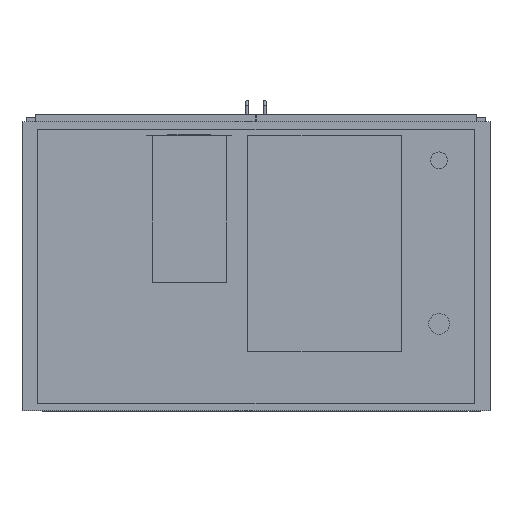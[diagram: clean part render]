
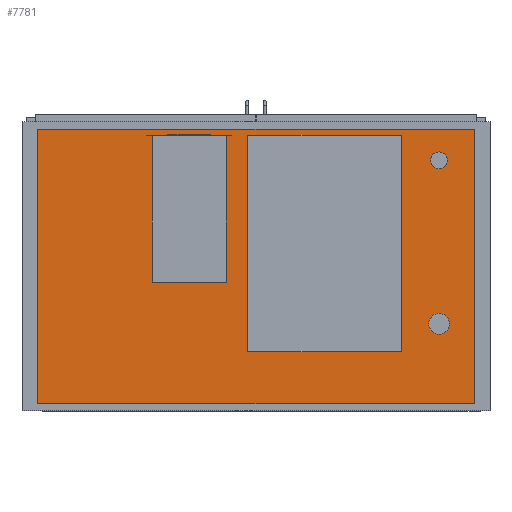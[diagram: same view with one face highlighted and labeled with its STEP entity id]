
A CAD part, front view. The second image highlights one B-rep face of the part: STEP entity #7781.
In plain terms, the highlighted planar face has unit normal (0, -1, 0).
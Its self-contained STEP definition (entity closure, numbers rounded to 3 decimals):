
#108=FACE_BOUND('',#1037,.T.);
#109=FACE_BOUND('',#1038,.T.);
#141=PLANE('',#8324);
#563=FACE_OUTER_BOUND('',#1036,.T.);
#1036=EDGE_LOOP('',(#5545,#5546,#5547,#5548));
#1037=EDGE_LOOP('',(#5549));
#1038=EDGE_LOOP('',(#5550));
#1531=LINE('',#11101,#2537);
#1534=LINE('',#11107,#2540);
#1537=LINE('',#11113,#2543);
#1540=LINE('',#11117,#2546);
#2537=VECTOR('',#8932,10.);
#2540=VECTOR('',#8937,10.);
#2543=VECTOR('',#8942,10.);
#2546=VECTOR('',#8947,10.);
#3528=CIRCLE('',#8308,20.);
#3530=CIRCLE('',#8312,25.);
#3636=VERTEX_POINT('',#11058);
#3638=VERTEX_POINT('',#11065);
#3649=VERTEX_POINT('',#11098);
#3650=VERTEX_POINT('',#11100);
#3652=VERTEX_POINT('',#11106);
#3654=VERTEX_POINT('',#11112);
#4379=EDGE_CURVE('',#3636,#3636,#3528,.T.);
#4382=EDGE_CURVE('',#3638,#3638,#3530,.T.);
#4397=EDGE_CURVE('',#3650,#3649,#1531,.T.);
#4400=EDGE_CURVE('',#3652,#3650,#1534,.T.);
#4403=EDGE_CURVE('',#3654,#3652,#1537,.T.);
#4406=EDGE_CURVE('',#3649,#3654,#1540,.T.);
#5545=ORIENTED_EDGE('',*,*,#4406,.T.);
#5546=ORIENTED_EDGE('',*,*,#4403,.T.);
#5547=ORIENTED_EDGE('',*,*,#4400,.T.);
#5548=ORIENTED_EDGE('',*,*,#4397,.T.);
#5549=ORIENTED_EDGE('',*,*,#4379,.T.);
#5550=ORIENTED_EDGE('',*,*,#4382,.T.);
#7781=ADVANCED_FACE('',(#563,#108,#109),#141,.T.);
#8308=AXIS2_PLACEMENT_3D('',#11060,#8893,#8894);
#8312=AXIS2_PLACEMENT_3D('',#11067,#8902,#8903);
#8324=AXIS2_PLACEMENT_3D('',#11119,#8950,#8951);
#8893=DIRECTION('center_axis',(0.,1.,0.));
#8894=DIRECTION('ref_axis',(1.,0.,0.));
#8902=DIRECTION('center_axis',(0.,1.,0.));
#8903=DIRECTION('ref_axis',(1.,0.,0.));
#8932=DIRECTION('',(-1.,0.,0.));
#8937=DIRECTION('',(0.,0.,1.));
#8942=DIRECTION('',(1.,0.,0.));
#8947=DIRECTION('',(0.,0.,-1.));
#8950=DIRECTION('center_axis',(0.,-1.,0.));
#8951=DIRECTION('ref_axis',(0.,0.,-1.));
#11058=CARTESIAN_POINT('',(420.,-370.,255.));
#11060=CARTESIAN_POINT('Origin',(440.,-370.,255.));
#11065=CARTESIAN_POINT('',(415.,-370.,-138.));
#11067=CARTESIAN_POINT('Origin',(440.,-370.,-138.));
#11098=CARTESIAN_POINT('',(-525.,-370.,330.));
#11100=CARTESIAN_POINT('',(525.,-370.,330.));
#11101=CARTESIAN_POINT('',(-525.,-370.,330.));
#11106=CARTESIAN_POINT('',(525.,-370.,-330.));
#11107=CARTESIAN_POINT('',(525.,-370.,330.));
#11112=CARTESIAN_POINT('',(-525.,-370.,-330.));
#11113=CARTESIAN_POINT('',(525.,-370.,-330.));
#11117=CARTESIAN_POINT('',(-525.,-370.,-330.));
#11119=CARTESIAN_POINT('Origin',(0.,-370.,0.));
